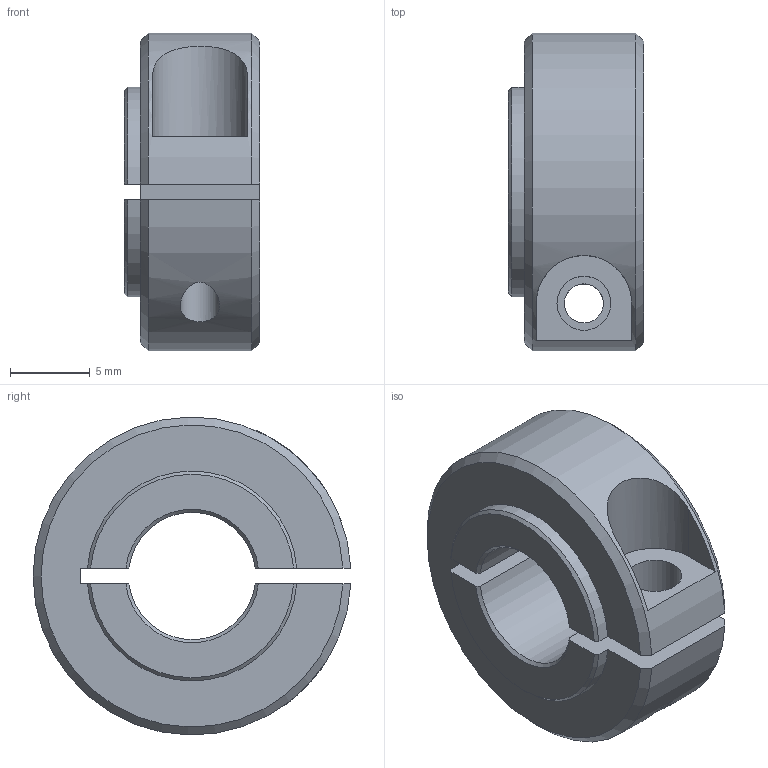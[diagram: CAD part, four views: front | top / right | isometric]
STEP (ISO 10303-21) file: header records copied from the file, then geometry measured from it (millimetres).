
FILE_DESCRIPTION( ( 'STEP AP214' ), '1' );
FILE_NAME( 'SCS0808CB2.stp', '2020-10-08T08:48:00', ( 'License CC BY-ND 4.0' ), ( 'CADENAS' ), ' ', 'PARTsolutions', ' ' );
FILE_SCHEMA( ( 'AUTOMOTIVE_DESIGN { 1 0 10303 214 1 1 1 1 }' ) );
Length unit declared in the file: millimetre
Products named in the file (1): _SCS0808CB2
Bounding box: 8.5 x 19.99 x 19.99 mm (x, y, z)
Volume: 1821.8 mm3; surface area: 1410.6 mm2
Topology: 1 solids, 1 shells, 28 faces, 76 edges, 51 vertices
Faces by surface type: plane 12, cone 8, cylinder 8
Full cylindrical faces by diameter (mm): 2.459 x1, 3.4 x1
Entity records: 1203 total; most frequent: CARTESIAN_POINT 270, ORIENTED_EDGE 146, DIRECTION 137, EDGE_CURVE 73, AXIS2_PLACEMENT_3D 53, VERTEX_POINT 50, EDGE_LOOP 35, LINE 31
